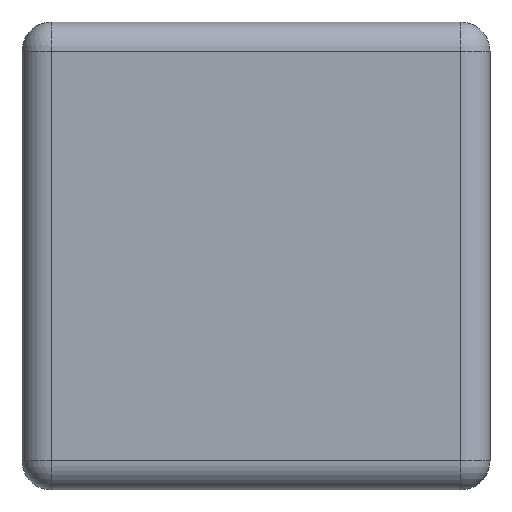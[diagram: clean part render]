
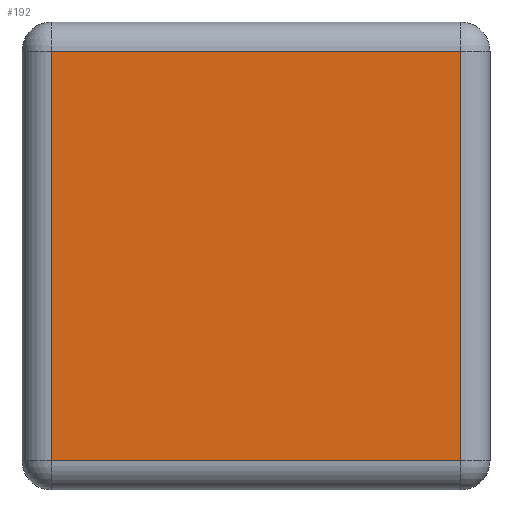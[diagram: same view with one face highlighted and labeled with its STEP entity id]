
A CAD part, front view. The second image highlights one B-rep face of the part: STEP entity #192.
In plain terms, the highlighted face is planar.
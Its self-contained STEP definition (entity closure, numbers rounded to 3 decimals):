
#192 = ADVANCED_FACE( '', ( #308 ), #309, .F. );
#308 = FACE_OUTER_BOUND( '', #378, .T. );
#309 = PLANE( '', #379 );
#378 = EDGE_LOOP( '', ( #511, #512, #513, #514 ) );
#379 = AXIS2_PLACEMENT_3D( '', #515, #516, #517 );
#511 = ORIENTED_EDGE( '', *, *, #663, .T. );
#512 = ORIENTED_EDGE( '', *, *, #664, .T. );
#513 = ORIENTED_EDGE( '', *, *, #665, .T. );
#514 = ORIENTED_EDGE( '', *, *, #662, .T. );
#515 = CARTESIAN_POINT( '', ( -0.4, 0.3, -0.4 ) );
#516 = DIRECTION( '', ( 0., -1., 0. ) );
#517 = DIRECTION( '', ( 0., 0., -1. ) );
#662 = EDGE_CURVE( '', #743, #752, #755, .F. );
#663 = EDGE_CURVE( '', #752, #756, #757, .F. );
#664 = EDGE_CURVE( '', #756, #758, #759, .F. );
#665 = EDGE_CURVE( '', #758, #743, #760, .F. );
#743 = VERTEX_POINT( '', #809 );
#752 = VERTEX_POINT( '', #821 );
#755 = LINE( '', #824, #825 );
#756 = VERTEX_POINT( '', #826 );
#757 = LINE( '', #827, #828 );
#758 = VERTEX_POINT( '', #829 );
#759 = LINE( '', #830, #831 );
#760 = LINE( '', #832, #833 );
#809 = CARTESIAN_POINT( '', ( 0.35, 0.3, 0.35 ) );
#821 = CARTESIAN_POINT( '', ( 0.35, 0.3, -0.35 ) );
#824 = CARTESIAN_POINT( '', ( 0.35, 0.3, -0.4 ) );
#825 = VECTOR( '', #892, 1000. );
#826 = CARTESIAN_POINT( '', ( -0.35, 0.3, -0.35 ) );
#827 = CARTESIAN_POINT( '', ( -0.4, 0.3, -0.35 ) );
#828 = VECTOR( '', #893, 1000. );
#829 = CARTESIAN_POINT( '', ( -0.35, 0.3, 0.35 ) );
#830 = CARTESIAN_POINT( '', ( -0.35, 0.3, 0.4 ) );
#831 = VECTOR( '', #894, 1000. );
#832 = CARTESIAN_POINT( '', ( 0.4, 0.3, 0.35 ) );
#833 = VECTOR( '', #895, 1000. );
#892 = DIRECTION( '', ( 0., 0., 1. ) );
#893 = DIRECTION( '', ( 1., 0., 0. ) );
#894 = DIRECTION( '', ( 0., 0., -1. ) );
#895 = DIRECTION( '', ( -1., 0., 0. ) );
